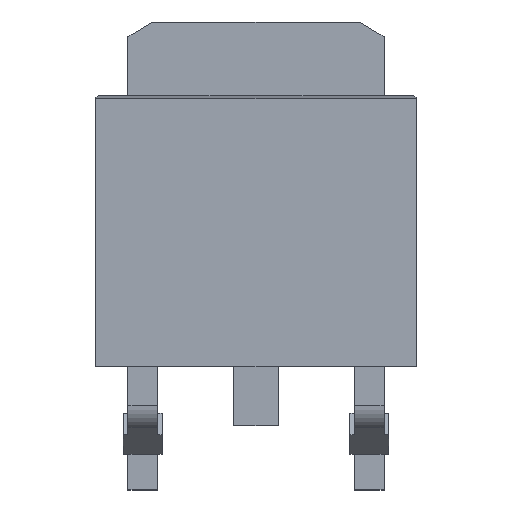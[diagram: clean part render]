
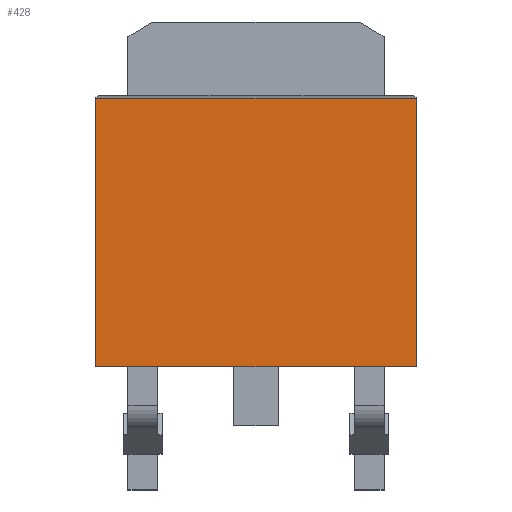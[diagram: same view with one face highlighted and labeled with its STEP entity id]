
A CAD part, top view. The second image highlights one B-rep face of the part: STEP entity #428.
In plain terms, the highlighted planar face has unit normal (0, 0, 1).
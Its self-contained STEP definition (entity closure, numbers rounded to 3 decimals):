
#112 = EDGE_CURVE ( 'NONE', #600, #2472, #2933, .T. ) ;
#147 = VERTEX_POINT ( 'NONE', #712 ) ;
#293 = ORIENTED_EDGE ( 'NONE', *, *, #1210, .T. ) ;
#428 = ADVANCED_FACE ( 'NONE', ( #1474 ), #2912, .T. ) ;
#567 = CARTESIAN_POINT ( 'NONE',  ( 0., 0., 2.4 ) ) ;
#600 = VERTEX_POINT ( 'NONE', #2958 ) ;
#712 = CARTESIAN_POINT ( 'NONE',  ( 3.25, -2.75, 2.4 ) ) ;
#827 = DIRECTION ( 'NONE',  ( 1., 0., 0. ) ) ;
#846 = LINE ( 'NONE', #2465, #2172 ) ;
#942 = LINE ( 'NONE', #3230, #2269 ) ;
#954 = CARTESIAN_POINT ( 'NONE',  ( -3.25, 2.75, 2.4 ) ) ;
#1196 = ORIENTED_EDGE ( 'NONE', *, *, #112, .T. ) ;
#1210 = EDGE_CURVE ( 'NONE', #3157, #600, #846, .T. ) ;
#1451 = CARTESIAN_POINT ( 'NONE',  ( -3.25, -2.75, 2.4 ) ) ;
#1474 = FACE_OUTER_BOUND ( 'NONE', #2354, .T. ) ;
#1480 = VECTOR ( 'NONE', #2255, 1000. ) ;
#1555 = LINE ( 'NONE', #1451, #1480 ) ;
#1610 = CARTESIAN_POINT ( 'NONE',  ( -3.25, -2.75, 2.4 ) ) ;
#1700 = ORIENTED_EDGE ( 'NONE', *, *, #2181, .T. ) ;
#1714 = DIRECTION ( 'NONE',  ( -1., 0., 0. ) ) ;
#1867 = ORIENTED_EDGE ( 'NONE', *, *, #1991, .F. ) ;
#1931 = DIRECTION ( 'NONE',  ( 0., -1., 0. ) ) ;
#1991 = EDGE_CURVE ( 'NONE', #3157, #147, #942, .T. ) ;
#2172 = VECTOR ( 'NONE', #1714, 1000. ) ;
#2181 = EDGE_CURVE ( 'NONE', #2472, #147, #1555, .T. ) ;
#2255 = DIRECTION ( 'NONE',  ( 1., 0., 0. ) ) ;
#2269 = VECTOR ( 'NONE', #1931, 1000. ) ;
#2354 = EDGE_LOOP ( 'NONE', ( #1867, #293, #1196, #1700 ) ) ;
#2389 = DIRECTION ( 'NONE',  ( 0., 0., 1. ) ) ;
#2465 = CARTESIAN_POINT ( 'NONE',  ( 0., 2.687, 2.4 ) ) ;
#2472 = VERTEX_POINT ( 'NONE', #1610 ) ;
#2496 = AXIS2_PLACEMENT_3D ( 'NONE', #567, #2389, #827 ) ;
#2851 = VECTOR ( 'NONE', #3317, 1000. ) ;
#2899 = CARTESIAN_POINT ( 'NONE',  ( 3.25, 2.687, 2.4 ) ) ;
#2912 = PLANE ( 'NONE',  #2496 ) ;
#2933 = LINE ( 'NONE', #954, #2851 ) ;
#2958 = CARTESIAN_POINT ( 'NONE',  ( -3.25, 2.687, 2.4 ) ) ;
#3157 = VERTEX_POINT ( 'NONE', #2899 ) ;
#3230 = CARTESIAN_POINT ( 'NONE',  ( 3.25, 2.75, 2.4 ) ) ;
#3317 = DIRECTION ( 'NONE',  ( 0., -1., 0. ) ) ;
